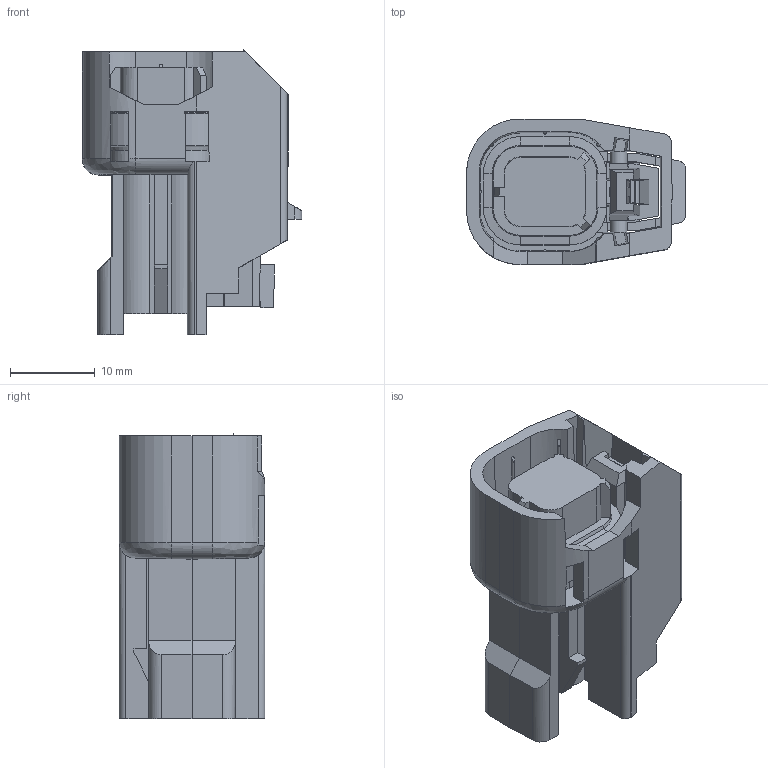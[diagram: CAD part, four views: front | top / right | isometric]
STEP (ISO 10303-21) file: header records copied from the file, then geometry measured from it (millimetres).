
FILE_DESCRIPTION(/* description */ (''),/* implementation_level */ '2;1');
FILE_NAME(/* name */ '13614626-ENV10_04-CONN.stp',/* time_stamp */ '2024-01-26T21:54:55+08:00',/* author */ (''),/* organization */ (''),/* preprocessor_version */ 'ST-DEVELOPER v16',/* originating_system */ 'SIEMENS PLM Software NX 11.0',/* authorisation */ '');
FILE_SCHEMA (('AUTOMOTIVE_DESIGN { 1 0 10303 214 3 1 1 1 }'));
Length unit declared in the file: millimetre
Products named in the file (1): 13614626-ENV10_04-CONN
Bounding box: 25.91 x 17.18 x 33.71 mm (x, y, z)
Volume: 6418.1 mm3; surface area: 6120.7 mm2
Topology: 1 solids, 1 shells, 390 faces, 1184 edges, 768 vertices
Faces by surface type: plane 313, cylinder 55, cone 16, bspline 6
Entity records: 13721 total; most frequent: CARTESIAN_POINT 2960, ORIENTED_EDGE 2368, DIRECTION 2080, EDGE_CURVE 1184, LINE 980, VECTOR 980, VERTEX_POINT 768, AXIS2_PLACEMENT_3D 550
